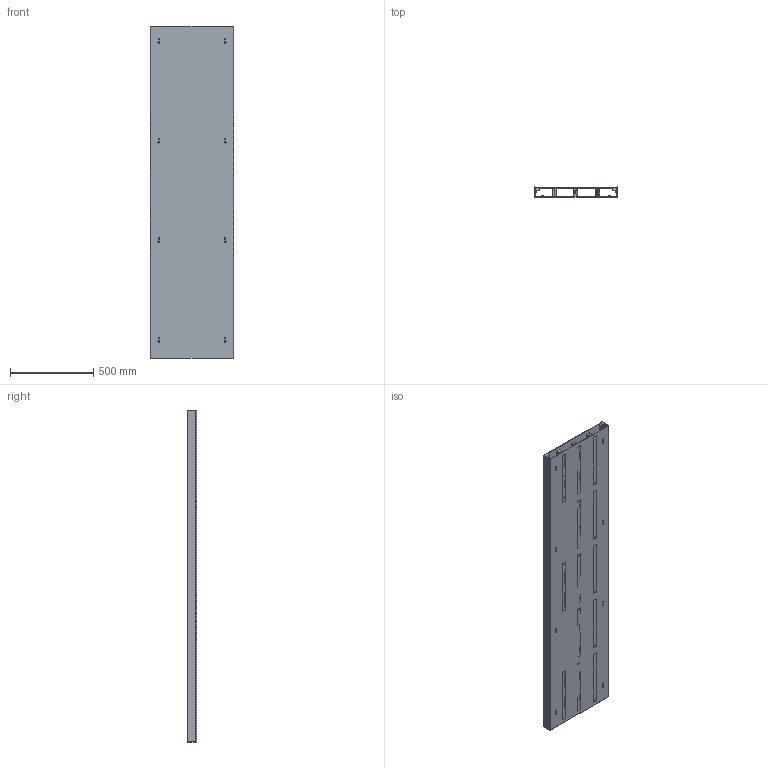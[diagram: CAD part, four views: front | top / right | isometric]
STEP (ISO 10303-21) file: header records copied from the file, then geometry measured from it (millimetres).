
FILE_DESCRIPTION((''),'2;1');
FILE_NAME('BKG5006011_ASM','2022-12-05T09:03:20',('hollstem'),(''),'CREO PARAMETRIC BY PTC INC, 2022024','CREO PARAMETRIC BY PTC INC, 2022024','');
FILE_SCHEMA(('AUTOMOTIVE_DESIGN { 1 0 10303 214 1 1 1 1 }'));
Length unit declared in the file: millimetre
Products named in the file (10): T-01020; T-01024; T-01025_AF0; T-01026_ASM; T-01514_ASM; T-01531_ASM; 63187-M; 63189-M_ASM; 63860-M; BKG5006011_ASM
Assembly tree (24 placements, depth 4):
  BKG5006011_ASM
    T-01020
    T-01024  x2
    T-01514_ASM
      T-01026_ASM
        T-01025_AF0
    T-01531_ASM
      T-01026_ASM
        T-01025_AF0
    63189-M_ASM  x13
      63187-M
    63860-M  x2
Bounding box: 500 x 58 x 2000 mm (x, y, z)
Volume: 9670449.1 mm3; surface area: 6187520.8 mm2
Topology: 20 solids, 98 shells, 617 faces, 6097 edges, 5775 vertices
Faces by surface type: plane 442, cylinder 117, torus 32, cone 26
Entity records: 19152 total; most frequent: CARTESIAN_POINT 3622, DIRECTION 1993, PRESENTATION_STYLE_ASSIGNMENT 862, STYLED_ITEM 858, CURVE_STYLE 850, ORIENTED_EDGE 834, PROPERTY_DEFINITION 771, REPRESENTATION 763
